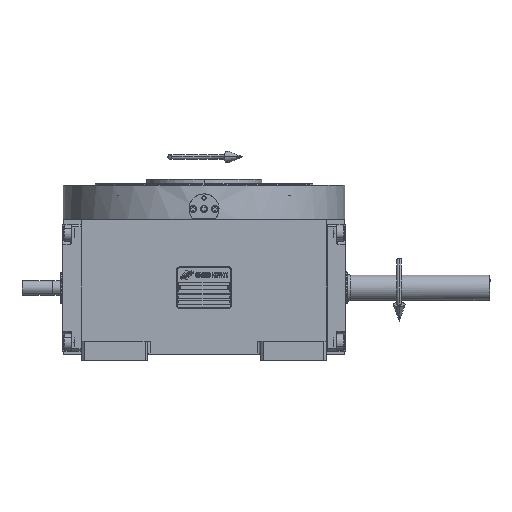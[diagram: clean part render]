
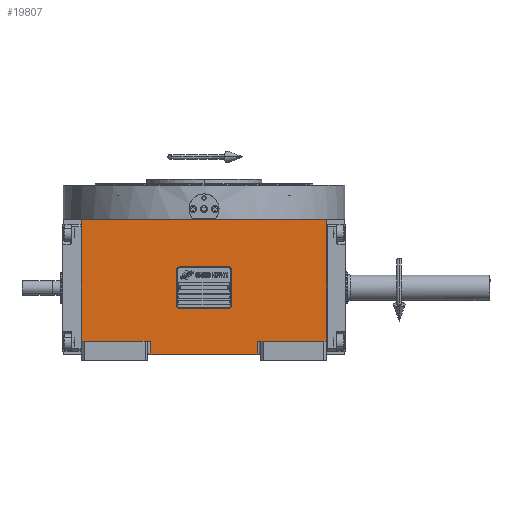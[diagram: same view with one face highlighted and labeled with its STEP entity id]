
A CAD part, top view. The second image highlights one B-rep face of the part: STEP entity #19807.
In plain terms, the highlighted planar face has unit normal (0, 0, 1).
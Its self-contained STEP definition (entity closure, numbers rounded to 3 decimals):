
#790 = DIRECTION ( 'NONE',  ( 0., 1., 0. ) ) ;
#1007 = CARTESIAN_POINT ( 'NONE',  ( 135., -59., 226. ) ) ;
#1187 = VECTOR ( 'NONE', #33803, 1000. ) ;
#1491 = CARTESIAN_POINT ( 'NONE',  ( -59., -73., 226. ) ) ;
#2806 = CARTESIAN_POINT ( 'NONE',  ( 59., -59., 226. ) ) ;
#2894 = VERTEX_POINT ( 'NONE', #49230 ) ;
#3614 = CARTESIAN_POINT ( 'NONE',  ( -59., -73., 226. ) ) ;
#3663 = CARTESIAN_POINT ( 'NONE',  ( 135., -59., 226. ) ) ;
#4212 = EDGE_CURVE ( 'NONE', #48805, #39832, #68316, .T. ) ;
#4239 = CARTESIAN_POINT ( 'NONE',  ( -135., 75., 226. ) ) ;
#6060 = VERTEX_POINT ( 'NONE', #33922 ) ;
#6263 = DIRECTION ( 'NONE',  ( 1., 0., 0. ) ) ;
#6284 = VERTEX_POINT ( 'NONE', #13066 ) ;
#6921 = CARTESIAN_POINT ( 'NONE',  ( -135., -59., 226. ) ) ;
#7136 = ORIENTED_EDGE ( 'NONE', *, *, #25568, .T. ) ;
#7445 = VECTOR ( 'NONE', #69393, 1000. ) ;
#9879 = LINE ( 'NONE', #4239, #68477 ) ;
#11236 = CARTESIAN_POINT ( 'NONE',  ( -135., -73., 226. ) ) ;
#11469 = VECTOR ( 'NONE', #790, 1000. ) ;
#11733 = VERTEX_POINT ( 'NONE', #40872 ) ;
#11942 = ORIENTED_EDGE ( 'NONE', *, *, #18460, .T. ) ;
#13066 = CARTESIAN_POINT ( 'NONE',  ( 59., -73., 226. ) ) ;
#13278 = CARTESIAN_POINT ( 'NONE',  ( -59., -73., 226. ) ) ;
#16387 = EDGE_CURVE ( 'NONE', #16444, #2894, #61394, .T. ) ;
#16444 = VERTEX_POINT ( 'NONE', #24570 ) ;
#18460 = EDGE_CURVE ( 'NONE', #39832, #6060, #68345, .T. ) ;
#19320 = ORIENTED_EDGE ( 'NONE', *, *, #48105, .F. ) ;
#19807 = ADVANCED_FACE ( 'NONE', ( #54739 ), #22536, .T. ) ;
#20604 = LINE ( 'NONE', #30942, #48912 ) ;
#22536 = PLANE ( 'NONE',  #44317 ) ;
#24570 = CARTESIAN_POINT ( 'NONE',  ( -135., -59., 226. ) ) ;
#24704 = VECTOR ( 'NONE', #30832, 1000. ) ;
#25568 = EDGE_CURVE ( 'NONE', #38276, #6284, #62670, .T. ) ;
#25914 = DIRECTION ( 'NONE',  ( 0., 1., 0. ) ) ;
#29098 = EDGE_LOOP ( 'NONE', ( #7136, #32193, #69525, #11942, #33014, #66261, #65488, #19320 ) ) ;
#30832 = DIRECTION ( 'NONE',  ( 1., 0., 0. ) ) ;
#30847 = CARTESIAN_POINT ( 'NONE',  ( -135., -59., 226. ) ) ;
#30942 = CARTESIAN_POINT ( 'NONE',  ( 59., -59., 226. ) ) ;
#32193 = ORIENTED_EDGE ( 'NONE', *, *, #51064, .F. ) ;
#33014 = ORIENTED_EDGE ( 'NONE', *, *, #43309, .F. ) ;
#33803 = DIRECTION ( 'NONE',  ( 0., 1., 0. ) ) ;
#33922 = CARTESIAN_POINT ( 'NONE',  ( 135., 75., 226. ) ) ;
#34747 = DIRECTION ( 'NONE',  ( 1., 0., 0. ) ) ;
#38276 = VERTEX_POINT ( 'NONE', #13278 ) ;
#39832 = VERTEX_POINT ( 'NONE', #1007 ) ;
#40872 = CARTESIAN_POINT ( 'NONE',  ( -59., -59., 226. ) ) ;
#43309 = EDGE_CURVE ( 'NONE', #2894, #6060, #9879, .T. ) ;
#44317 = AXIS2_PLACEMENT_3D ( 'NONE', #11236, #55102, #6263 ) ;
#47176 = LINE ( 'NONE', #30847, #7445 ) ;
#48105 = EDGE_CURVE ( 'NONE', #38276, #11733, #49271, .T. ) ;
#48805 = VERTEX_POINT ( 'NONE', #2806 ) ;
#48912 = VECTOR ( 'NONE', #68097, 1000. ) ;
#49230 = CARTESIAN_POINT ( 'NONE',  ( -135., 75., 226. ) ) ;
#49271 = LINE ( 'NONE', #1491, #11469 ) ;
#51064 = EDGE_CURVE ( 'NONE', #48805, #6284, #20604, .T. ) ;
#54739 = FACE_OUTER_BOUND ( 'NONE', #29098, .T. ) ;
#55102 = DIRECTION ( 'NONE',  ( 0., 0., 1. ) ) ;
#56601 = VECTOR ( 'NONE', #25914, 1000. ) ;
#57756 = CARTESIAN_POINT ( 'NONE',  ( 59., -59., 226. ) ) ;
#59943 = VECTOR ( 'NONE', #34747, 1000. ) ;
#61394 = LINE ( 'NONE', #6921, #1187 ) ;
#62452 = EDGE_CURVE ( 'NONE', #16444, #11733, #47176, .T. ) ;
#62670 = LINE ( 'NONE', #3614, #59943 ) ;
#63644 = DIRECTION ( 'NONE',  ( 1., 0., 0. ) ) ;
#65488 = ORIENTED_EDGE ( 'NONE', *, *, #62452, .T. ) ;
#66261 = ORIENTED_EDGE ( 'NONE', *, *, #16387, .F. ) ;
#68097 = DIRECTION ( 'NONE',  ( 0., -1., 0. ) ) ;
#68316 = LINE ( 'NONE', #57756, #24704 ) ;
#68345 = LINE ( 'NONE', #3663, #56601 ) ;
#68477 = VECTOR ( 'NONE', #63644, 1000. ) ;
#69393 = DIRECTION ( 'NONE',  ( 1., 0., 0. ) ) ;
#69525 = ORIENTED_EDGE ( 'NONE', *, *, #4212, .T. ) ;
